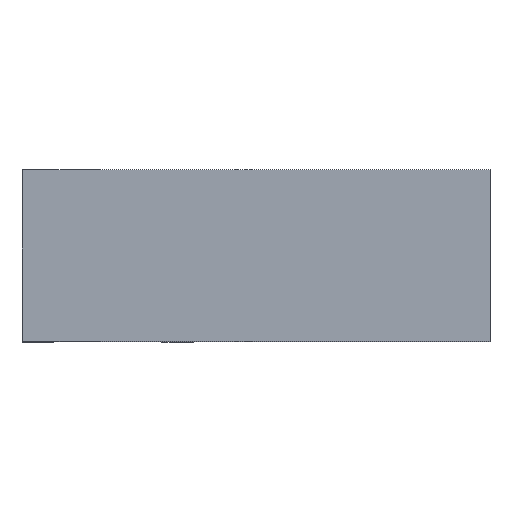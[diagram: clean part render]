
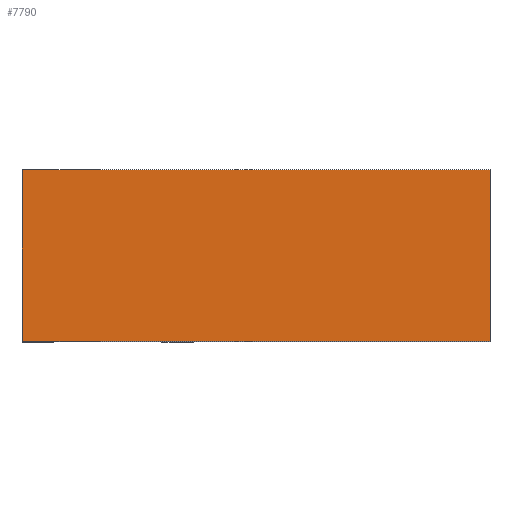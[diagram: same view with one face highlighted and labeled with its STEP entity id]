
A CAD part, top view. The second image highlights one B-rep face of the part: STEP entity #7790.
In plain terms, the highlighted planar face has unit normal (0, 0, 1).
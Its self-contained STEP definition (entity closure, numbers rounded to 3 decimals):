
#2830=CARTESIAN_POINT('',(38.,11.,22.));
#2840=VERTEX_POINT('',#2830);
#2870=CARTESIAN_POINT('',(0.,11.,22.));
#2880=DIRECTION('',(-1.,0.,0.));
#2890=VECTOR('',#2880,1.);
#2900=LINE('',#2870,#2890);
#2910=CARTESIAN_POINT('',(-22.,11.,22.));
#2920=VERTEX_POINT('',#2910);
#2930=EDGE_CURVE('',#2840,#2920,#2900,.T.);
#4630=CARTESIAN_POINT('',(-22.,-11.,22.));
#4640=VERTEX_POINT('',#4630);
#4670=CARTESIAN_POINT('',(0.,-11.,22.));
#4680=DIRECTION('',(1.,0.,0.));
#4690=VECTOR('',#4680,1.);
#4700=LINE('',#4670,#4690);
#4710=CARTESIAN_POINT('',(38.,-11.,22.));
#4720=VERTEX_POINT('',#4710);
#4730=EDGE_CURVE('',#4640,#4720,#4700,.T.);
#5470=CARTESIAN_POINT('',(38.,0.,22.));
#5480=DIRECTION('',(0.,-1.,0.));
#5490=VECTOR('',#5480,1.);
#5500=LINE('',#5470,#5490);
#5510=EDGE_CURVE('',#2840,#4720,#5500,.T.);
#6150=CARTESIAN_POINT('',(-22.,0.,22.));
#6160=DIRECTION('',(0.,-1.,0.));
#6170=VECTOR('',#6160,1.);
#6180=LINE('',#6150,#6170);
#6190=EDGE_CURVE('',#2920,#4640,#6180,.T.);
#7680=CARTESIAN_POINT('',(-21.3,11.22,22.));
#7690=DIRECTION('',(0.,0.,1.));
#7700=DIRECTION('',(1.,0.,0.));
#7710=AXIS2_PLACEMENT_3D('',#7680,#7690,#7700);
#7720=PLANE('',#7710);
#7730=ORIENTED_EDGE('',*,*,#6190,.T.);
#7740=ORIENTED_EDGE('',*,*,#2930,.T.);
#7750=ORIENTED_EDGE('',*,*,#5510,.F.);
#7760=ORIENTED_EDGE('',*,*,#4730,.T.);
#7770=EDGE_LOOP('',(#7760,#7750,#7740,#7730));
#7780=FACE_OUTER_BOUND('',#7770,.T.);
#7790=ADVANCED_FACE('',(#7780),#7720,.T.);
